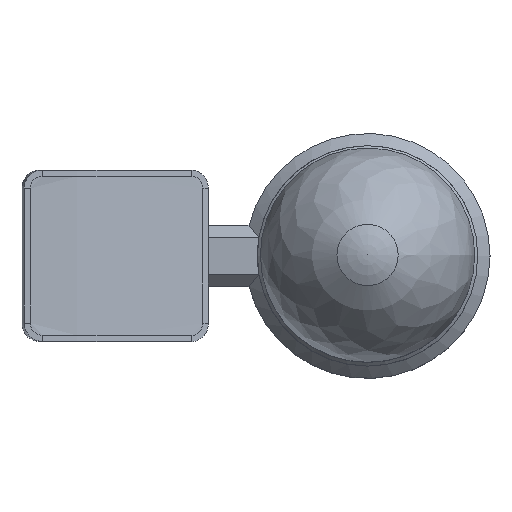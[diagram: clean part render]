
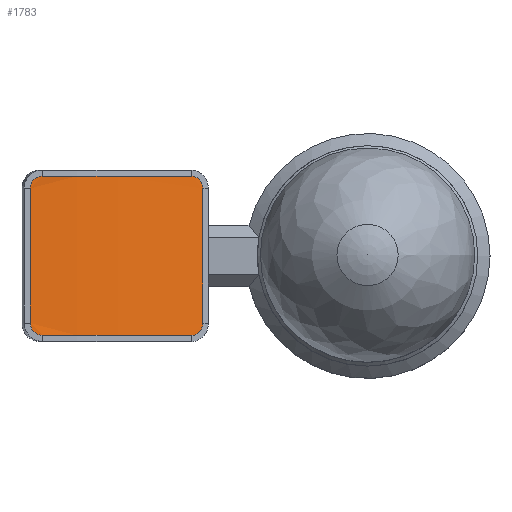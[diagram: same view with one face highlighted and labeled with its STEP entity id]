
A CAD part, top view. The second image highlights one B-rep face of the part: STEP entity #1783.
In plain terms, the highlighted free-form (B-spline) face has degree [3, 1] with [5, 2] control points.
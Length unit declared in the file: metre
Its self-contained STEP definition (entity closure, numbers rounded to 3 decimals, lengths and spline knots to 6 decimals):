
#29=B_SPLINE_SURFACE_WITH_KNOTS('',3,1,((#4236,#4237),(#4238,#4239),(#4240,
#4241),(#4242,#4243),(#4244,#4245)),.SURF_OF_LINEAR_EXTRUSION.,.F.,.F.,
 .F.,(4,1,4),(2,2),(0.,0.5,1.),
(0.,1.),.UNSPECIFIED.);
#105=B_SPLINE_CURVE_WITH_KNOTS('',3,(#4246,#4247,#4248,#4249,#4250),
 .UNSPECIFIED.,.F.,.F.,(4,1,4),(0.,0.498406,1.),.UNSPECIFIED.);
#106=B_SPLINE_CURVE_WITH_KNOTS('',3,(#4253,#4254,#4255,#4256,#4257),
 .UNSPECIFIED.,.F.,.F.,(4,1,4),(0.,0.001562,
0.003124),.UNSPECIFIED.);
#107=B_SPLINE_CURVE_WITH_KNOTS('',3,(#4261,#4262,#4263,#4264,#4265),
 .UNSPECIFIED.,.F.,.F.,(4,1,4),(0.,0.001562,0.003124),
 .UNSPECIFIED.);
#108=B_SPLINE_CURVE_WITH_KNOTS('',3,(#4267,#4268,#4269,#4270,#4271),
 .UNSPECIFIED.,.F.,.F.,(4,1,4),(0.,0.498406,1.),.UNSPECIFIED.);
#109=B_SPLINE_CURVE_WITH_KNOTS('',3,(#4273,#4274,#4275,#4276,#4277),
 .UNSPECIFIED.,.F.,.F.,(4,1,4),(0.,0.001563,0.003126),
 .UNSPECIFIED.);
#110=B_SPLINE_CURVE_WITH_KNOTS('',3,(#4281,#4282,#4283,#4284,#4285),
 .UNSPECIFIED.,.F.,.F.,(4,1,4),(0.,0.001563,0.003126),
 .UNSPECIFIED.);
#609=ORIENTED_EDGE('',*,*,#902,.T.);
#610=ORIENTED_EDGE('',*,*,#903,.T.);
#611=ORIENTED_EDGE('',*,*,#904,.T.);
#612=ORIENTED_EDGE('',*,*,#905,.T.);
#613=ORIENTED_EDGE('',*,*,#906,.F.);
#614=ORIENTED_EDGE('',*,*,#907,.T.);
#615=ORIENTED_EDGE('',*,*,#908,.F.);
#616=ORIENTED_EDGE('',*,*,#909,.T.);
#902=EDGE_CURVE('',#1084,#1085,#105,.T.);
#903=EDGE_CURVE('',#1085,#1086,#106,.T.);
#904=EDGE_CURVE('',#1086,#1087,#1196,.T.);
#905=EDGE_CURVE('',#1087,#1088,#107,.T.);
#906=EDGE_CURVE('',#1089,#1088,#108,.T.);
#907=EDGE_CURVE('',#1089,#1090,#109,.T.);
#908=EDGE_CURVE('',#1091,#1090,#1197,.T.);
#909=EDGE_CURVE('',#1091,#1084,#110,.T.);
#1084=VERTEX_POINT('',#4251);
#1085=VERTEX_POINT('',#4252);
#1086=VERTEX_POINT('',#4258);
#1087=VERTEX_POINT('',#4260);
#1088=VERTEX_POINT('',#4266);
#1089=VERTEX_POINT('',#4272);
#1090=VERTEX_POINT('',#4278);
#1091=VERTEX_POINT('',#4280);
#1196=LINE('',#4259,#1296);
#1197=LINE('',#4279,#1297);
#1296=VECTOR('',#2416,1.);
#1297=VECTOR('',#2417,1.);
#1448=EDGE_LOOP('',(#609,#610,#611,#612,#613,#614,#615,#616));
#1605=FACE_BOUND('',#1448,.T.);
#1783=ADVANCED_FACE('',(#1605),#29,.T.);
#2416=DIRECTION('',(0.,1.,0.));
#2417=DIRECTION('',(0.,1.,0.));
#4236=CARTESIAN_POINT('',(-0.055095,-0.013,0.03013));
#4237=CARTESIAN_POINT('',(-0.055095,0.013,0.03013));
#4238=CARTESIAN_POINT('',(-0.050059,-0.013,0.029621));
#4239=CARTESIAN_POINT('',(-0.050059,0.013,0.029621));
#4240=CARTESIAN_POINT('',(-0.040617,-0.013,0.026115));
#4241=CARTESIAN_POINT('',(-0.040617,0.013,0.026115));
#4242=CARTESIAN_POINT('',(-0.031528,-0.013,0.021948));
#4243=CARTESIAN_POINT('',(-0.031528,0.013,0.021948));
#4244=CARTESIAN_POINT('',(-0.026905,-0.013,0.01987));
#4245=CARTESIAN_POINT('',(-0.026905,0.013,0.01987));
#4246=CARTESIAN_POINT('',(-0.055095,-0.013,0.03013));
#4247=CARTESIAN_POINT('',(-0.050075,-0.013,0.029622));
#4248=CARTESIAN_POINT('',(-0.040632,-0.013,0.026123));
#4249=CARTESIAN_POINT('',(-0.031543,-0.013,0.021955));
#4250=CARTESIAN_POINT('',(-0.026905,-0.013,0.01987));
#4251=CARTESIAN_POINT('',(-0.053112,-0.013,0.029865));
#4252=CARTESIAN_POINT('',(-0.028728,-0.013,0.020691));
#4253=CARTESIAN_POINT('',(-0.028728,-0.013,0.020691));
#4254=CARTESIAN_POINT('',(-0.028247,-0.013,0.020474));
#4255=CARTESIAN_POINT('',(-0.027303,-0.012565,0.020049));
#4256=CARTESIAN_POINT('',(-0.026905,-0.011528,0.01987));
#4257=CARTESIAN_POINT('',(-0.026905,-0.011,0.01987));
#4258=CARTESIAN_POINT('',(-0.026905,-0.011,0.01987));
#4259=CARTESIAN_POINT('',(-0.026905,-0.013,0.01987));
#4260=CARTESIAN_POINT('',(-0.026905,0.011,0.01987));
#4261=CARTESIAN_POINT('',(-0.026905,0.011,0.01987));
#4262=CARTESIAN_POINT('',(-0.026905,0.011528,0.01987));
#4263=CARTESIAN_POINT('',(-0.027301,0.012563,0.020048));
#4264=CARTESIAN_POINT('',(-0.028247,0.013,0.020474));
#4265=CARTESIAN_POINT('',(-0.028728,0.013,0.020691));
#4266=CARTESIAN_POINT('',(-0.028728,0.013,0.020691));
#4267=CARTESIAN_POINT('',(-0.055095,0.013,0.03013));
#4268=CARTESIAN_POINT('',(-0.050075,0.013,0.029622));
#4269=CARTESIAN_POINT('',(-0.040632,0.013,0.026123));
#4270=CARTESIAN_POINT('',(-0.031543,0.013,0.021955));
#4271=CARTESIAN_POINT('',(-0.026905,0.013,0.01987));
#4272=CARTESIAN_POINT('',(-0.053112,0.013,0.029865));
#4273=CARTESIAN_POINT('',(-0.053112,0.013,0.029865));
#4274=CARTESIAN_POINT('',(-0.053633,0.013,0.029951));
#4275=CARTESIAN_POINT('',(-0.05466,0.012566,0.03009));
#4276=CARTESIAN_POINT('',(-0.055095,0.011528,0.03013));
#4277=CARTESIAN_POINT('',(-0.055095,0.011,0.03013));
#4278=CARTESIAN_POINT('',(-0.055095,0.011,0.03013));
#4279=CARTESIAN_POINT('',(-0.055095,-0.013,0.03013));
#4280=CARTESIAN_POINT('',(-0.055095,-0.011,0.03013));
#4281=CARTESIAN_POINT('',(-0.055095,-0.011,0.03013));
#4282=CARTESIAN_POINT('',(-0.055095,-0.011528,0.03013));
#4283=CARTESIAN_POINT('',(-0.054662,-0.012564,0.030091));
#4284=CARTESIAN_POINT('',(-0.053633,-0.013,0.029951));
#4285=CARTESIAN_POINT('',(-0.053112,-0.013,0.029865));
